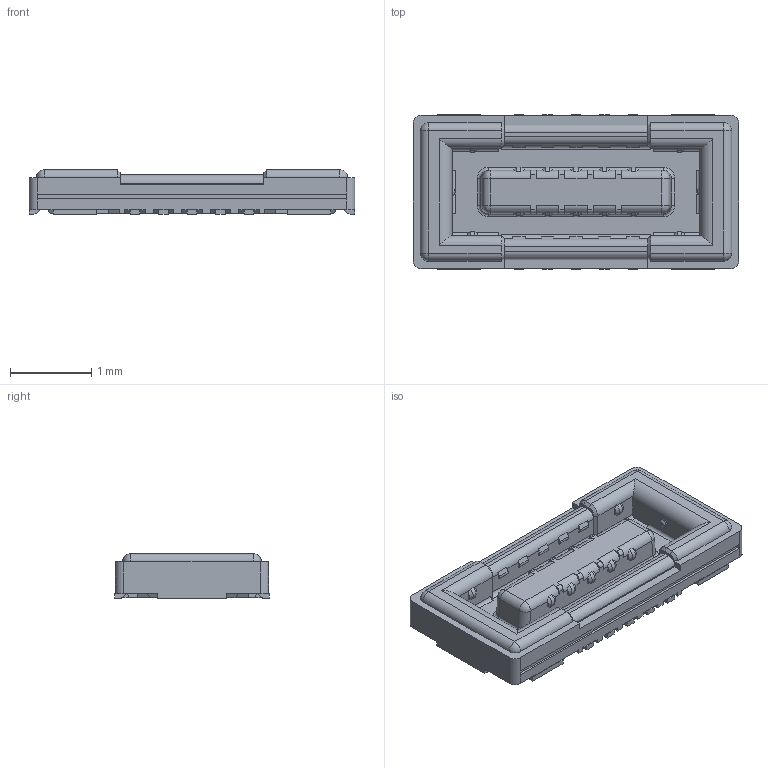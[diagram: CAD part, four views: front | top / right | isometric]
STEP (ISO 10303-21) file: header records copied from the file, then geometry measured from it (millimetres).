
FILE_DESCRIPTION((''),'2;1');
FILE_NAME('B09R-10PIN_230630','2024-04-27T03:31:18',('eng801'),(''),'CREO PARAMETRIC BY PTC INC, 2019010','CREO PARAMETRIC BY PTC INC, 2019010','');
FILE_SCHEMA(('CONFIG_CONTROL_DESIGN'));
Length unit declared in the file: millimetre
Products named in the file (1): B09R-10PIN_230630
Bounding box: 4 x 1.9 x 0.55 mm (x, y, z)
Volume: 2.7 mm3; surface area: 26.5 mm2
Topology: 1 solids, 1 shells, 445 faces, 1310 edges, 864 vertices
Faces by surface type: plane 293, cylinder 96, cone 36, bspline 8, sphere 8, torus 4
Entity records: 15057 total; most frequent: CARTESIAN_POINT 3242, ORIENTED_EDGE 2472, DIRECTION 2378, EDGE_CURVE 1236, VECTOR 934, LINE 934, VERTEX_POINT 796, AXIS2_PLACEMENT_3D 722
